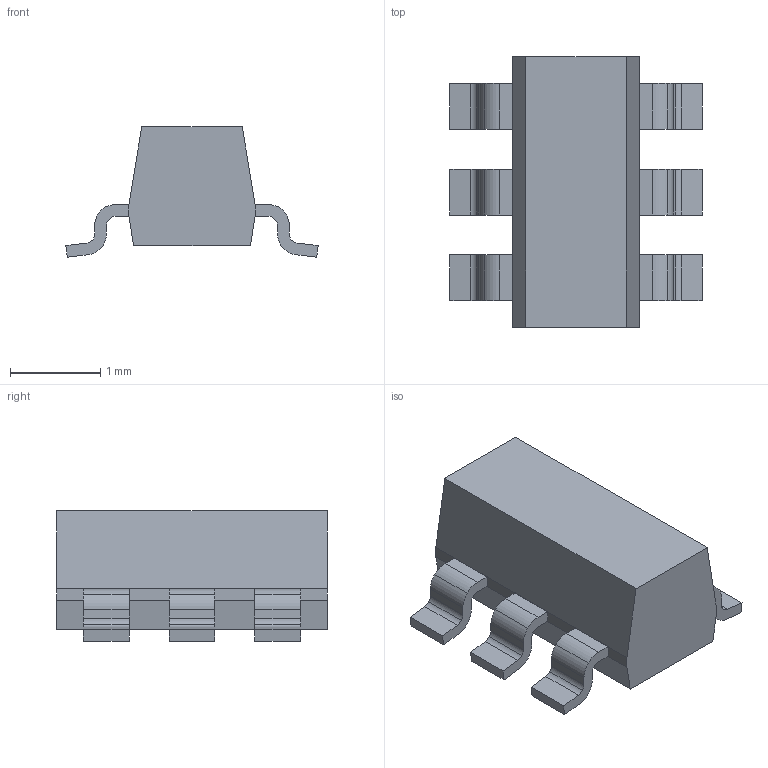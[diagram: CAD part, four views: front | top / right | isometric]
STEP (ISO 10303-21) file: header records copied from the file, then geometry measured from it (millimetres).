
FILE_DESCRIPTION((''),'2;1');
FILE_NAME('SOT95P280X145-6N.stp','2008-11-10T15:38:33',(''),(''),'Mechanical Desktop 2006','Mechanical Desktop 2006',', , ');
FILE_SCHEMA(('AUTOMOTIVE_DESIGN { 1 2 10303 214 0 1 1 1 }'));
Length unit declared in the file: millimetre
Products named in the file (1): SOT95P280X145-6N
Bounding box: 2.8 x 3 x 1.45 mm (x, y, z)
Volume: 5.5 mm3; surface area: 27 mm2
Topology: 7 solids, 7 shells, 118 faces, 312 edges, 208 vertices
Faces by surface type: plane 55, bspline 39, cylinder 24
Entity records: 4030 total; most frequent: CARTESIAN_POINT 1092, ORIENTED_EDGE 624, DIRECTION 568, EDGE_CURVE 312, VECTOR 216, LINE 216, VERTEX_POINT 208, AXIS2_PLACEMENT_3D 176
